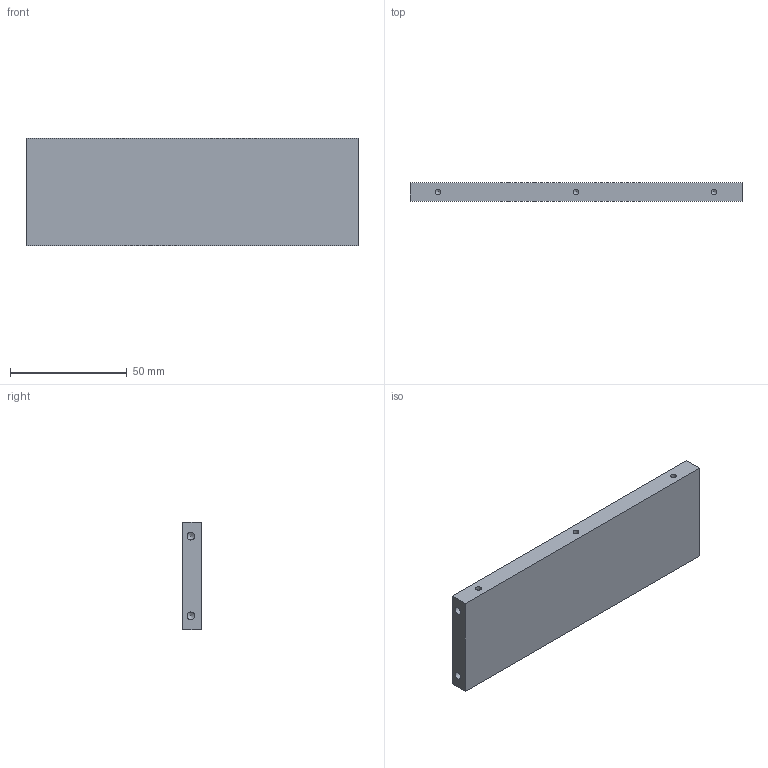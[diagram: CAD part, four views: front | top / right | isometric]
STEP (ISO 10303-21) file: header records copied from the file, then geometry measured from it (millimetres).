
FILE_DESCRIPTION( ( 'Unknown' ), '1' );
FILE_NAME( 'Plaque fond.stp', 'Unknown', ( 'Unknown' ), ( 'Unknown' ), 'PSStep 16.0.42', 'Unknown', ' ' );
FILE_SCHEMA( ( 'AUTOMOTIVE_DESIGN { 1 0 10303 214 1 1 1 1 }' ) );
Length unit declared in the file: millimetre
Products named in the file (1): 1
Bounding box: 142 x 8 x 46 mm (x, y, z)
Volume: 51746.1 mm3; surface area: 16779 mm2
Topology: 1 solids, 1 shells, 36 faces, 92 edges, 58 vertices
Faces by surface type: cylinder 20, cone 10, plane 6
Full cylindrical faces by diameter (mm): 2.459 x12, 3.242 x8
Entity records: 1100 total; most frequent: DIRECTION 146, CARTESIAN_POINT 127, ORIENTED_EDGE 84, AXIS2_PLACEMENT_3D 67, EDGE_LOOP 66, FACE_OUTER_BOUND 56, VERTEX_POINT 48, EDGE_CURVE 42
